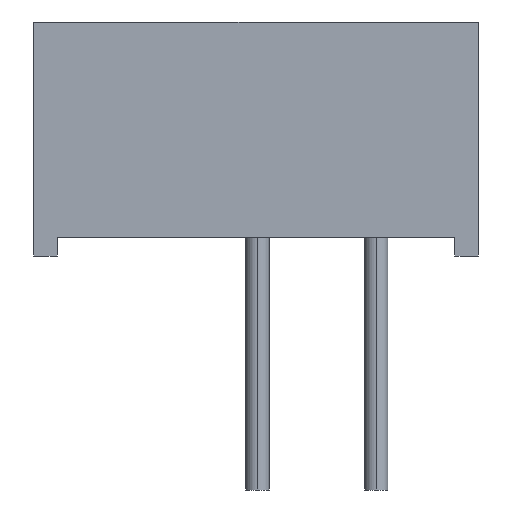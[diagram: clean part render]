
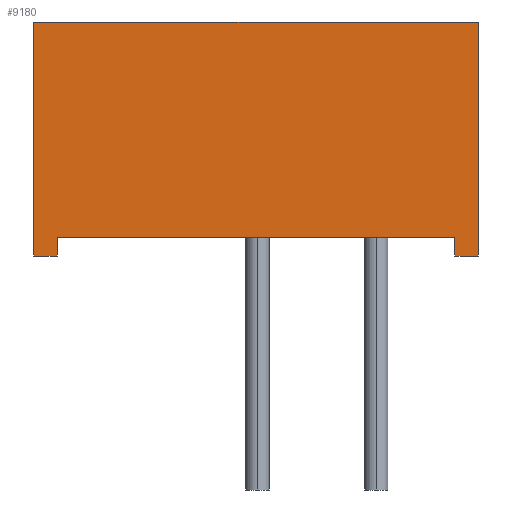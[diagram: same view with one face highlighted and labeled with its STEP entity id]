
A CAD part, left-side view. The second image highlights one B-rep face of the part: STEP entity #9180.
In plain terms, the highlighted planar face has unit normal (-1, 0, 0).
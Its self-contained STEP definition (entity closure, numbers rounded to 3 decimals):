
#47 = CARTESIAN_POINT ( 'NONE',  ( -4.75, 4.75, 0. ) ) ;
#84 = EDGE_LOOP ( 'NONE', ( #4089, #12425, #9562, #16804, #4143, #16315, #5831, #1567 ) ) ;
#128 = CARTESIAN_POINT ( 'NONE',  ( -4.75, 4.75, 5. ) ) ;
#219 = VECTOR ( 'NONE', #10683, 1000. ) ;
#1190 = CARTESIAN_POINT ( 'NONE',  ( -4.75, -4.25, 0.4 ) ) ;
#1290 = CARTESIAN_POINT ( 'NONE',  ( -4.75, 4.75, 5. ) ) ;
#1356 = LINE ( 'NONE', #6579, #9204 ) ;
#1567 = ORIENTED_EDGE ( 'NONE', *, *, #8741, .F. ) ;
#2167 = VERTEX_POINT ( 'NONE', #1290 ) ;
#2778 = VECTOR ( 'NONE', #5075, 1000. ) ;
#2846 = DIRECTION ( 'NONE',  ( 0., 0., 1. ) ) ;
#3132 = VERTEX_POINT ( 'NONE', #15250 ) ;
#3156 = CARTESIAN_POINT ( 'NONE',  ( -4.75, 4.25, 0.4 ) ) ;
#3793 = LINE ( 'NONE', #9111, #10467 ) ;
#3997 = DIRECTION ( 'NONE',  ( 0., -1., 0. ) ) ;
#4089 = ORIENTED_EDGE ( 'NONE', *, *, #9749, .F. ) ;
#4132 = LINE ( 'NONE', #9853, #13682 ) ;
#4143 = ORIENTED_EDGE ( 'NONE', *, *, #6766, .T. ) ;
#4172 = VERTEX_POINT ( 'NONE', #10878 ) ;
#4374 = LINE ( 'NONE', #13513, #9890 ) ;
#4388 = VECTOR ( 'NONE', #3997, 1000. ) ;
#5075 = DIRECTION ( 'NONE',  ( 0., 0., 1. ) ) ;
#5807 = EDGE_CURVE ( 'NONE', #2167, #14074, #4374, .T. ) ;
#5831 = ORIENTED_EDGE ( 'NONE', *, *, #14788, .T. ) ;
#6172 = AXIS2_PLACEMENT_3D ( 'NONE', #12233, #8108, #16141 ) ;
#6532 = DIRECTION ( 'NONE',  ( 0., -1., 0. ) ) ;
#6565 = LINE ( 'NONE', #47, #4388 ) ;
#6579 = CARTESIAN_POINT ( 'NONE',  ( -4.75, -4.75, 5. ) ) ;
#6650 = FACE_OUTER_BOUND ( 'NONE', #84, .T. ) ;
#6667 = DIRECTION ( 'NONE',  ( 0., 0., -1. ) ) ;
#6766 = EDGE_CURVE ( 'NONE', #2167, #9816, #9317, .T. ) ;
#7530 = LINE ( 'NONE', #1190, #13060 ) ;
#7772 = PLANE ( 'NONE',  #6172 ) ;
#8108 = DIRECTION ( 'NONE',  ( 1., 0., 0. ) ) ;
#8134 = EDGE_CURVE ( 'NONE', #14074, #3132, #1356, .T. ) ;
#8236 = VERTEX_POINT ( 'NONE', #3156 ) ;
#8741 = EDGE_CURVE ( 'NONE', #13335, #8236, #7530, .T. ) ;
#9111 = CARTESIAN_POINT ( 'NONE',  ( -4.75, 4.75, 0. ) ) ;
#9180 = ADVANCED_FACE ( 'NONE', ( #6650 ), #7772, .F. ) ;
#9204 = VECTOR ( 'NONE', #6667, 1000. ) ;
#9317 = LINE ( 'NONE', #128, #219 ) ;
#9399 = VERTEX_POINT ( 'NONE', #14691 ) ;
#9562 = ORIENTED_EDGE ( 'NONE', *, *, #8134, .F. ) ;
#9749 = EDGE_CURVE ( 'NONE', #9399, #13335, #4132, .T. ) ;
#9816 = VERTEX_POINT ( 'NONE', #9938 ) ;
#9853 = CARTESIAN_POINT ( 'NONE',  ( -4.75, -4.25, -4.6 ) ) ;
#9890 = VECTOR ( 'NONE', #16085, 1000. ) ;
#9938 = CARTESIAN_POINT ( 'NONE',  ( -4.75, 4.75, 0. ) ) ;
#10044 = CARTESIAN_POINT ( 'NONE',  ( -4.75, -4.75, 5. ) ) ;
#10374 = LINE ( 'NONE', #14580, #2778 ) ;
#10467 = VECTOR ( 'NONE', #6532, 1000. ) ;
#10519 = CARTESIAN_POINT ( 'NONE',  ( -4.75, -4.25, 0.4 ) ) ;
#10683 = DIRECTION ( 'NONE',  ( 0., 0., -1. ) ) ;
#10878 = CARTESIAN_POINT ( 'NONE',  ( -4.75, 4.25, 0. ) ) ;
#12233 = CARTESIAN_POINT ( 'NONE',  ( -4.75, 4.75, 5. ) ) ;
#12425 = ORIENTED_EDGE ( 'NONE', *, *, #16252, .T. ) ;
#12583 = DIRECTION ( 'NONE',  ( 0., 1., 0. ) ) ;
#13060 = VECTOR ( 'NONE', #12583, 1000. ) ;
#13335 = VERTEX_POINT ( 'NONE', #10519 ) ;
#13513 = CARTESIAN_POINT ( 'NONE',  ( -4.75, 4.75, 5. ) ) ;
#13682 = VECTOR ( 'NONE', #2846, 1000. ) ;
#14074 = VERTEX_POINT ( 'NONE', #10044 ) ;
#14580 = CARTESIAN_POINT ( 'NONE',  ( -4.75, 4.25, -4.6 ) ) ;
#14610 = EDGE_CURVE ( 'NONE', #9816, #4172, #3793, .T. ) ;
#14691 = CARTESIAN_POINT ( 'NONE',  ( -4.75, -4.25, 0. ) ) ;
#14788 = EDGE_CURVE ( 'NONE', #4172, #8236, #10374, .T. ) ;
#15250 = CARTESIAN_POINT ( 'NONE',  ( -4.75, -4.75, 0. ) ) ;
#16085 = DIRECTION ( 'NONE',  ( 0., -1., 0. ) ) ;
#16141 = DIRECTION ( 'NONE',  ( 0., 1., 0. ) ) ;
#16252 = EDGE_CURVE ( 'NONE', #9399, #3132, #6565, .T. ) ;
#16315 = ORIENTED_EDGE ( 'NONE', *, *, #14610, .T. ) ;
#16804 = ORIENTED_EDGE ( 'NONE', *, *, #5807, .F. ) ;
